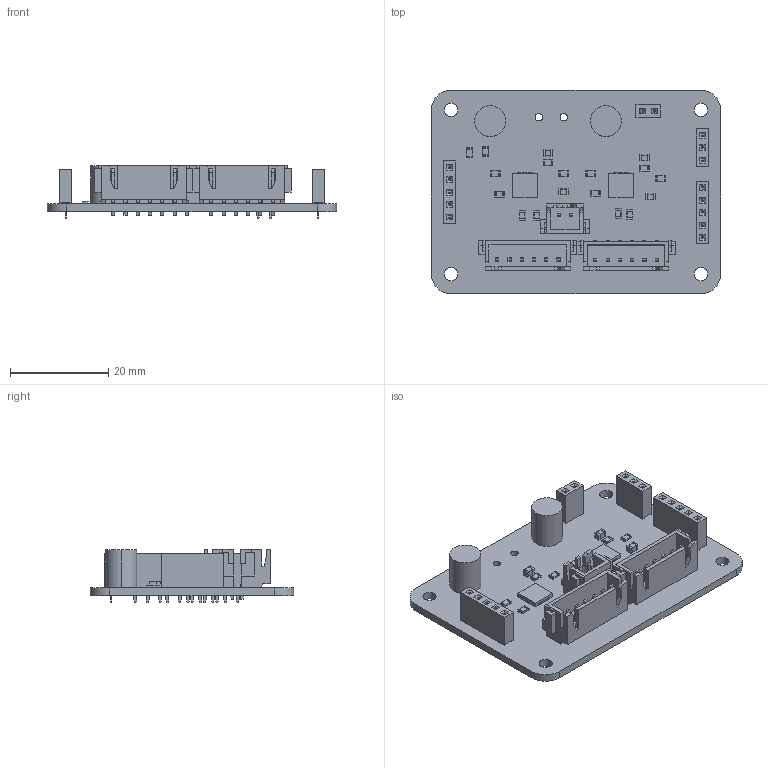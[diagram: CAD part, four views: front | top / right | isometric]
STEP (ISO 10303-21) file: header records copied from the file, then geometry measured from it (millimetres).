
FILE_DESCRIPTION(('KiCad electronic assembly'),'2;1');
FILE_NAME('V1.1.step','2024-12-10T16:14:20',('Pcbnew'),('Kicad'), 'Open CASCADE STEP processor 7.8','KiCad to STEP converter','Unknown' );
FILE_SCHEMA(('AUTOMOTIVE_DESIGN { 1 0 10303 214 1 1 1 1 }'));
Length unit declared in the file: millimetre
Products named in the file (20): V1.1 1; C_0805_2012Metric; Alimentation_capacitor; A4988; R_0805_2012Metric; JST-XH2-SMD; JST-XH2-SMD v3; PinSocket_1x02_P2.54mm_Vertical; PinSocket_1x02_P254mm_Vertical; JST-XH6-SMD; JST-XH6-SMD v21; PinSocket_1x03_P2.54mm_Vertical; PinSocket_1x03_P254mm_Vertical; PinSocket_1x05_P2.54mm_Vertical; PinSocket_1x05_P254mm_Vertical; V1.1_PCB
Assembly tree (39 placements, depth 3):
  V1.1 1
    C_0805_2012Metric  x8
      C_0805_2012Metric
    Alimentation_capacitor  x2
      Alimentation_capacitor
    A4988  x2
      A4988
    R_0805_2012Metric  x10
      R_0805_2012Metric
    JST-XH2-SMD
      JST-XH2-SMD v3
    PinSocket_1x02_P2.54mm_Vertical
      PinSocket_1x02_P254mm_Vertical
    JST-XH6-SMD  x2
      JST-XH6-SMD v21
    PinSocket_1x03_P2.54mm_Vertical
      PinSocket_1x03_P254mm_Vertical
    PinSocket_1x05_P2.54mm_Vertical  x2
      PinSocket_1x05_P254mm_Vertical
    V1.1_PCB
Bounding box: 59 x 41.5 x 10.9 mm (x, y, z)
Volume: 6078.5 mm3; surface area: 10062.9 mm2
Topology: 50 solids, 50 shells, 1825 faces, 4892 edges, 3228 vertices
Faces by surface type: plane 1569, cylinder 256
Full cylindrical faces by diameter (mm): 0.95 x12, 1 x17, 1.2 x3, 1.52 x2, 2.7 x4
Entity records: 31151 total; most frequent: CARTESIAN_POINT 4948, ORIENTED_EDGE 4832, DIRECTION 4456, EDGE_CURVE 2416, LINE 2248, VECTOR 2248, VERTEX_POINT 1596, AXIS2_PLACEMENT_3D 1104
